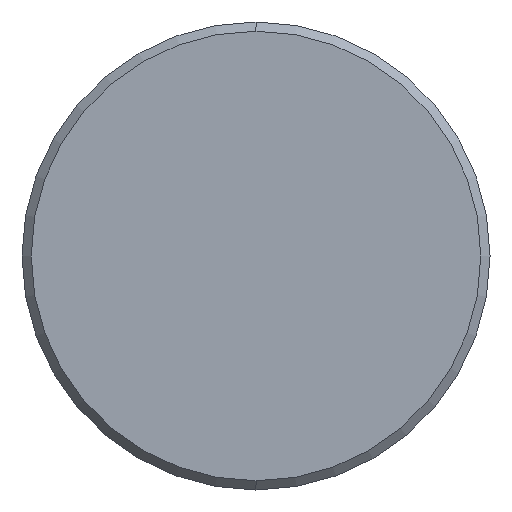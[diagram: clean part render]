
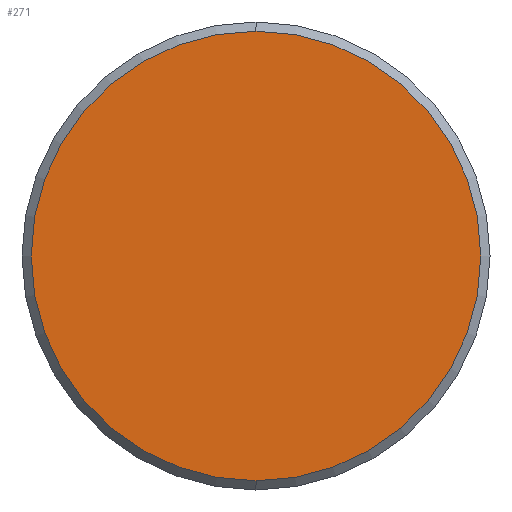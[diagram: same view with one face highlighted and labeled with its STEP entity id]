
A CAD part, left-side view. The second image highlights one B-rep face of the part: STEP entity #271.
In plain terms, the highlighted planar face has unit normal (-1, 0, 0).
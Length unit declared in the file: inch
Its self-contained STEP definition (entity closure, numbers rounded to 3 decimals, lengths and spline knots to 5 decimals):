
#7 = PLANE ( 'NONE',  #20 ) ;
#19 = DIRECTION ( 'NONE',  ( -1., 0., 0. ) ) ;
#20 = AXIS2_PLACEMENT_3D ( 'NONE', #139, #188, #308 ) ;
#72 = CARTESIAN_POINT ( 'NONE',  ( -0.07874, 0., 0. ) ) ;
#76 = ORIENTED_EDGE ( 'NONE', *, *, #130, .T. ) ;
#90 = CIRCLE ( 'NONE', #201, 0.24016 ) ;
#124 = DIRECTION ( 'NONE',  ( 0., 0., -1. ) ) ;
#130 = EDGE_CURVE ( 'NONE', #198, #278, #227, .T. ) ;
#139 = CARTESIAN_POINT ( 'NONE',  ( -0.07874, 0., 0. ) ) ;
#170 = EDGE_LOOP ( 'NONE', ( #76, #230 ) ) ;
#178 = EDGE_CURVE ( 'NONE', #278, #198, #90, .T. ) ;
#181 = AXIS2_PLACEMENT_3D ( 'NONE', #274, #225, #249 ) ;
#188 = DIRECTION ( 'NONE',  ( 1., 0., 0. ) ) ;
#198 = VERTEX_POINT ( 'NONE', #297 ) ;
#201 = AXIS2_PLACEMENT_3D ( 'NONE', #72, #19, #124 ) ;
#215 = CARTESIAN_POINT ( 'NONE',  ( -0.07874, 0., 0.24016 ) ) ;
#225 = DIRECTION ( 'NONE',  ( -1., 0., 0. ) ) ;
#227 = CIRCLE ( 'NONE', #181, 0.24016 ) ;
#230 = ORIENTED_EDGE ( 'NONE', *, *, #178, .T. ) ;
#232 = FACE_OUTER_BOUND ( 'NONE', #170, .T. ) ;
#249 = DIRECTION ( 'NONE',  ( 0., 0., -1. ) ) ;
#271 = ADVANCED_FACE ( 'NONE', ( #232 ), #7, .F. ) ;
#274 = CARTESIAN_POINT ( 'NONE',  ( -0.07874, 0., 0. ) ) ;
#278 = VERTEX_POINT ( 'NONE', #215 ) ;
#297 = CARTESIAN_POINT ( 'NONE',  ( -0.07874, 0., -0.24016 ) ) ;
#308 = DIRECTION ( 'NONE',  ( 0., 0., -1. ) ) ;
